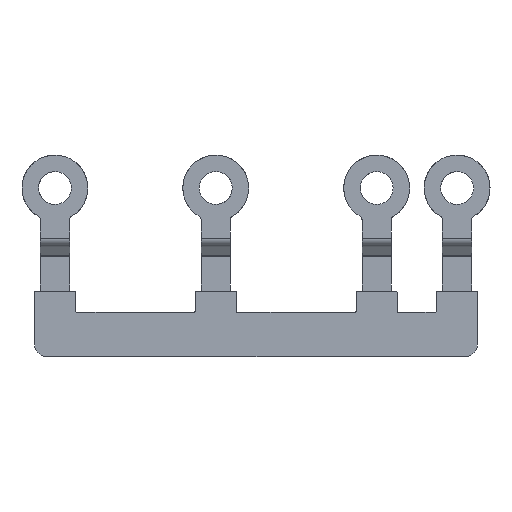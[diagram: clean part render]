
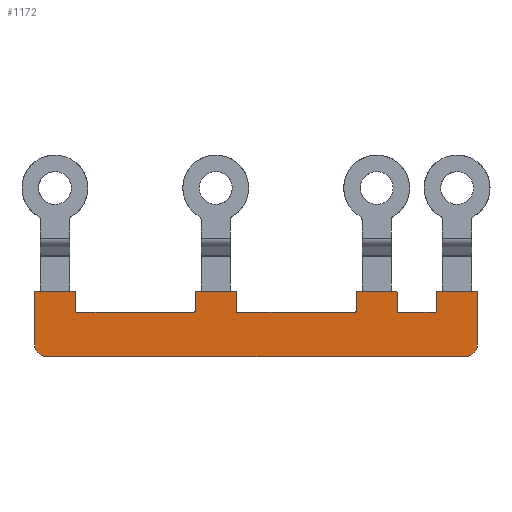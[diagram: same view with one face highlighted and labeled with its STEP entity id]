
A CAD part, front view. The second image highlights one B-rep face of the part: STEP entity #1172.
In plain terms, the highlighted planar face has unit normal (0, -1, 0).
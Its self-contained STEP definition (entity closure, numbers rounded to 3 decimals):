
#61=AXIS2_PLACEMENT_3D('Circle Axis2P3D',#59,#60,$) ;
#426=AXIS2_PLACEMENT_3D('Circle Axis2P3D',#424,#425,$) ;
#474=AXIS2_PLACEMENT_3D('Circle Axis2P3D',#472,#473,$) ;
#520=AXIS2_PLACEMENT_3D('Circle Axis2P3D',#518,#519,$) ;
#569=AXIS2_PLACEMENT_3D('Circle Axis2P3D',#567,#568,$) ;
#617=AXIS2_PLACEMENT_3D('Circle Axis2P3D',#615,#616,$) ;
#665=AXIS2_PLACEMENT_3D('Circle Axis2P3D',#663,#664,$) ;
#713=AXIS2_PLACEMENT_3D('Circle Axis2P3D',#711,#712,$) ;
#761=AXIS2_PLACEMENT_3D('Circle Axis2P3D',#759,#760,$) ;
#807=AXIS2_PLACEMENT_3D('Circle Axis2P3D',#805,#806,$) ;
#856=AXIS2_PLACEMENT_3D('Circle Axis2P3D',#854,#855,$) ;
#904=AXIS2_PLACEMENT_3D('Circle Axis2P3D',#902,#903,$) ;
#952=AXIS2_PLACEMENT_3D('Circle Axis2P3D',#950,#951,$) ;
#998=AXIS2_PLACEMENT_3D('Circle Axis2P3D',#996,#997,$) ;
#1047=AXIS2_PLACEMENT_3D('Circle Axis2P3D',#1045,#1046,$) ;
#1088=AXIS2_PLACEMENT_3D('Circle Axis2P3D',#1086,#1087,$) ;
#1116=AXIS2_PLACEMENT_3D('Plane Axis2P3D',#1113,#1114,#1115) ;
#56=CARTESIAN_POINT('Vertex',(29.1,4.25,9.)) ;
#59=CARTESIAN_POINT('Axis2P3D Location',(29.1,4.25,8.8)) ;
#63=CARTESIAN_POINT('Vertex',(29.3,4.25,8.8)) ;
#393=CARTESIAN_POINT('Line Origine',(29.3,4.25,7.55)) ;
#397=CARTESIAN_POINT('Vertex',(29.3,4.25,6.3)) ;
#421=CARTESIAN_POINT('Vertex',(3.5,4.25,0.)) ;
#424=CARTESIAN_POINT('Axis2P3D Location',(3.5,4.25,1.8)) ;
#428=CARTESIAN_POINT('Vertex',(1.7,4.25,1.8)) ;
#448=CARTESIAN_POINT('Line Origine',(1.7,4.25,5.3)) ;
#452=CARTESIAN_POINT('Vertex',(1.7,4.25,8.8)) ;
#472=CARTESIAN_POINT('Axis2P3D Location',(1.9,4.25,8.8)) ;
#476=CARTESIAN_POINT('Vertex',(1.9,4.25,9.)) ;
#515=CARTESIAN_POINT('Vertex',(7.1,4.25,9.)) ;
#518=CARTESIAN_POINT('Axis2P3D Location',(7.1,4.25,8.8)) ;
#522=CARTESIAN_POINT('Vertex',(7.3,4.25,8.8)) ;
#543=CARTESIAN_POINT('Line Origine',(7.3,4.25,7.55)) ;
#547=CARTESIAN_POINT('Vertex',(7.3,4.25,6.3)) ;
#567=CARTESIAN_POINT('Axis2P3D Location',(7.5,4.25,6.3)) ;
#571=CARTESIAN_POINT('Vertex',(7.5,4.25,6.1)) ;
#591=CARTESIAN_POINT('Line Origine',(15.5,4.25,6.1)) ;
#595=CARTESIAN_POINT('Vertex',(23.5,4.25,6.1)) ;
#615=CARTESIAN_POINT('Axis2P3D Location',(23.5,4.25,6.3)) ;
#619=CARTESIAN_POINT('Vertex',(23.7,4.25,6.3)) ;
#639=CARTESIAN_POINT('Line Origine',(23.7,4.25,7.55)) ;
#643=CARTESIAN_POINT('Vertex',(23.7,4.25,8.8)) ;
#663=CARTESIAN_POINT('Axis2P3D Location',(29.5,4.25,6.3)) ;
#667=CARTESIAN_POINT('Vertex',(29.5,4.25,6.1)) ;
#687=CARTESIAN_POINT('Line Origine',(37.5,4.25,6.1)) ;
#691=CARTESIAN_POINT('Vertex',(45.5,4.25,6.1)) ;
#711=CARTESIAN_POINT('Axis2P3D Location',(45.5,4.25,6.3)) ;
#715=CARTESIAN_POINT('Vertex',(45.7,4.25,6.3)) ;
#735=CARTESIAN_POINT('Line Origine',(45.7,4.25,7.55)) ;
#739=CARTESIAN_POINT('Vertex',(45.7,4.25,8.8)) ;
#759=CARTESIAN_POINT('Axis2P3D Location',(45.9,4.25,8.8)) ;
#763=CARTESIAN_POINT('Vertex',(45.9,4.25,9.)) ;
#802=CARTESIAN_POINT('Vertex',(51.1,4.25,9.)) ;
#805=CARTESIAN_POINT('Axis2P3D Location',(51.1,4.25,8.8)) ;
#809=CARTESIAN_POINT('Vertex',(51.3,4.25,8.8)) ;
#830=CARTESIAN_POINT('Line Origine',(51.3,4.25,7.55)) ;
#834=CARTESIAN_POINT('Vertex',(51.3,4.25,6.3)) ;
#854=CARTESIAN_POINT('Axis2P3D Location',(51.5,4.25,6.3)) ;
#858=CARTESIAN_POINT('Vertex',(51.5,4.25,6.1)) ;
#878=CARTESIAN_POINT('Line Origine',(54.,4.25,6.1)) ;
#882=CARTESIAN_POINT('Vertex',(56.5,4.25,6.1)) ;
#902=CARTESIAN_POINT('Axis2P3D Location',(56.5,4.25,6.3)) ;
#906=CARTESIAN_POINT('Vertex',(56.7,4.25,6.3)) ;
#926=CARTESIAN_POINT('Line Origine',(56.7,4.25,7.55)) ;
#930=CARTESIAN_POINT('Vertex',(56.7,4.25,8.8)) ;
#950=CARTESIAN_POINT('Axis2P3D Location',(56.9,4.25,8.8)) ;
#954=CARTESIAN_POINT('Vertex',(56.9,4.25,9.)) ;
#993=CARTESIAN_POINT('Vertex',(62.1,4.25,9.)) ;
#996=CARTESIAN_POINT('Axis2P3D Location',(62.1,4.25,8.8)) ;
#1000=CARTESIAN_POINT('Vertex',(62.3,4.25,8.8)) ;
#1021=CARTESIAN_POINT('Line Origine',(62.3,4.25,5.3)) ;
#1025=CARTESIAN_POINT('Vertex',(62.3,4.25,1.8)) ;
#1045=CARTESIAN_POINT('Axis2P3D Location',(60.5,4.25,1.8)) ;
#1049=CARTESIAN_POINT('Vertex',(60.5,4.25,0.)) ;
#1069=CARTESIAN_POINT('Line Origine',(32.,4.25,0.)) ;
#1086=CARTESIAN_POINT('Axis2P3D Location',(23.9,4.25,8.8)) ;
#1090=CARTESIAN_POINT('Vertex',(23.9,4.25,9.)) ;
#1113=CARTESIAN_POINT('Axis2P3D Location',(3.5,4.25,1.8)) ;
#1118=CARTESIAN_POINT('Line Origine',(59.5,4.25,9.)) ;
#1123=CARTESIAN_POINT('Line Origine',(48.5,4.25,9.)) ;
#1128=CARTESIAN_POINT('Line Origine',(26.5,4.25,9.)) ;
#1133=CARTESIAN_POINT('Line Origine',(4.5,4.25,9.)) ;
#60=DIRECTION('Axis2P3D Direction',(0.,1.,0.)) ;
#394=DIRECTION('Vector Direction',(0.,0.,1.)) ;
#425=DIRECTION('Axis2P3D Direction',(0.,1.,0.)) ;
#449=DIRECTION('Vector Direction',(0.,0.,-1.)) ;
#473=DIRECTION('Axis2P3D Direction',(0.,1.,0.)) ;
#519=DIRECTION('Axis2P3D Direction',(0.,1.,0.)) ;
#544=DIRECTION('Vector Direction',(0.,0.,1.)) ;
#568=DIRECTION('Axis2P3D Direction',(0.,1.,0.)) ;
#592=DIRECTION('Vector Direction',(-1.,0.,0.)) ;
#616=DIRECTION('Axis2P3D Direction',(0.,1.,0.)) ;
#640=DIRECTION('Vector Direction',(0.,0.,-1.)) ;
#664=DIRECTION('Axis2P3D Direction',(0.,1.,0.)) ;
#688=DIRECTION('Vector Direction',(-1.,0.,0.)) ;
#712=DIRECTION('Axis2P3D Direction',(0.,1.,0.)) ;
#736=DIRECTION('Vector Direction',(0.,0.,-1.)) ;
#760=DIRECTION('Axis2P3D Direction',(0.,1.,0.)) ;
#806=DIRECTION('Axis2P3D Direction',(0.,1.,0.)) ;
#831=DIRECTION('Vector Direction',(0.,0.,1.)) ;
#855=DIRECTION('Axis2P3D Direction',(0.,1.,0.)) ;
#879=DIRECTION('Vector Direction',(-1.,0.,0.)) ;
#903=DIRECTION('Axis2P3D Direction',(0.,1.,0.)) ;
#927=DIRECTION('Vector Direction',(0.,0.,-1.)) ;
#951=DIRECTION('Axis2P3D Direction',(0.,1.,0.)) ;
#997=DIRECTION('Axis2P3D Direction',(0.,1.,0.)) ;
#1022=DIRECTION('Vector Direction',(0.,0.,1.)) ;
#1046=DIRECTION('Axis2P3D Direction',(0.,1.,0.)) ;
#1070=DIRECTION('Vector Direction',(1.,0.,0.)) ;
#1087=DIRECTION('Axis2P3D Direction',(0.,1.,0.)) ;
#1114=DIRECTION('Axis2P3D Direction',(0.,-1.,0.)) ;
#1115=DIRECTION('Axis2P3D XDirection',(0.,0.,-1.)) ;
#1119=DIRECTION('Vector Direction',(-1.,0.,0.)) ;
#1124=DIRECTION('Vector Direction',(-1.,0.,0.)) ;
#1129=DIRECTION('Vector Direction',(-1.,0.,0.)) ;
#1134=DIRECTION('Vector Direction',(-1.,0.,0.)) ;
#395=VECTOR('Line Direction',#394,1.) ;
#450=VECTOR('Line Direction',#449,1.) ;
#545=VECTOR('Line Direction',#544,1.) ;
#593=VECTOR('Line Direction',#592,1.) ;
#641=VECTOR('Line Direction',#640,1.) ;
#689=VECTOR('Line Direction',#688,1.) ;
#737=VECTOR('Line Direction',#736,1.) ;
#832=VECTOR('Line Direction',#831,1.) ;
#880=VECTOR('Line Direction',#879,1.) ;
#928=VECTOR('Line Direction',#927,1.) ;
#1023=VECTOR('Line Direction',#1022,1.) ;
#1071=VECTOR('Line Direction',#1070,1.) ;
#1120=VECTOR('Line Direction',#1119,1.) ;
#1125=VECTOR('Line Direction',#1124,1.) ;
#1130=VECTOR('Line Direction',#1129,1.) ;
#1135=VECTOR('Line Direction',#1134,1.) ;
#1139=ORIENTED_EDGE('',*,*,#430,.T.) ;
#1140=ORIENTED_EDGE('',*,*,#1073,.T.) ;
#1141=ORIENTED_EDGE('',*,*,#1051,.T.) ;
#1142=ORIENTED_EDGE('',*,*,#1027,.T.) ;
#1143=ORIENTED_EDGE('',*,*,#1002,.T.) ;
#1144=ORIENTED_EDGE('',*,*,#1122,.T.) ;
#1145=ORIENTED_EDGE('',*,*,#956,.T.) ;
#1146=ORIENTED_EDGE('',*,*,#932,.T.) ;
#1147=ORIENTED_EDGE('',*,*,#908,.T.) ;
#1148=ORIENTED_EDGE('',*,*,#884,.T.) ;
#1149=ORIENTED_EDGE('',*,*,#860,.T.) ;
#1150=ORIENTED_EDGE('',*,*,#836,.T.) ;
#1151=ORIENTED_EDGE('',*,*,#811,.T.) ;
#1152=ORIENTED_EDGE('',*,*,#1127,.T.) ;
#1153=ORIENTED_EDGE('',*,*,#765,.T.) ;
#1154=ORIENTED_EDGE('',*,*,#741,.T.) ;
#1155=ORIENTED_EDGE('',*,*,#717,.T.) ;
#1156=ORIENTED_EDGE('',*,*,#693,.T.) ;
#1157=ORIENTED_EDGE('',*,*,#669,.T.) ;
#1158=ORIENTED_EDGE('',*,*,#399,.T.) ;
#1159=ORIENTED_EDGE('',*,*,#65,.T.) ;
#1160=ORIENTED_EDGE('',*,*,#1132,.T.) ;
#1161=ORIENTED_EDGE('',*,*,#1092,.T.) ;
#1162=ORIENTED_EDGE('',*,*,#645,.T.) ;
#1163=ORIENTED_EDGE('',*,*,#621,.T.) ;
#1164=ORIENTED_EDGE('',*,*,#597,.T.) ;
#1165=ORIENTED_EDGE('',*,*,#573,.T.) ;
#1166=ORIENTED_EDGE('',*,*,#549,.T.) ;
#1167=ORIENTED_EDGE('',*,*,#524,.T.) ;
#1168=ORIENTED_EDGE('',*,*,#1137,.T.) ;
#1169=ORIENTED_EDGE('',*,*,#478,.T.) ;
#1170=ORIENTED_EDGE('',*,*,#454,.T.) ;
#1172=ADVANCED_FACE('STH4DT_4 awy Alternate SL Insulation -plastic',(#1171),#1117,.T.) ;
#62=CIRCLE('generated circle',#61,0.2) ;
#427=CIRCLE('generated circle',#426,1.8) ;
#475=CIRCLE('generated circle',#474,0.2) ;
#521=CIRCLE('generated circle',#520,0.2) ;
#570=CIRCLE('generated circle',#569,0.2) ;
#618=CIRCLE('generated circle',#617,0.2) ;
#666=CIRCLE('generated circle',#665,0.2) ;
#714=CIRCLE('generated circle',#713,0.2) ;
#762=CIRCLE('generated circle',#761,0.2) ;
#808=CIRCLE('generated circle',#807,0.2) ;
#857=CIRCLE('generated circle',#856,0.2) ;
#905=CIRCLE('generated circle',#904,0.2) ;
#953=CIRCLE('generated circle',#952,0.2) ;
#999=CIRCLE('generated circle',#998,0.2) ;
#1048=CIRCLE('generated circle',#1047,1.8) ;
#1089=CIRCLE('generated circle',#1088,0.2) ;
#65=EDGE_CURVE('',#64,#57,#62,.F.) ;
#399=EDGE_CURVE('',#398,#64,#396,.T.) ;
#430=EDGE_CURVE('',#429,#422,#427,.F.) ;
#454=EDGE_CURVE('',#453,#429,#451,.T.) ;
#478=EDGE_CURVE('',#477,#453,#475,.F.) ;
#524=EDGE_CURVE('',#523,#516,#521,.F.) ;
#549=EDGE_CURVE('',#548,#523,#546,.T.) ;
#573=EDGE_CURVE('',#572,#548,#570,.T.) ;
#597=EDGE_CURVE('',#596,#572,#594,.T.) ;
#621=EDGE_CURVE('',#620,#596,#618,.T.) ;
#645=EDGE_CURVE('',#644,#620,#642,.T.) ;
#669=EDGE_CURVE('',#668,#398,#666,.T.) ;
#693=EDGE_CURVE('',#692,#668,#690,.T.) ;
#717=EDGE_CURVE('',#716,#692,#714,.T.) ;
#741=EDGE_CURVE('',#740,#716,#738,.T.) ;
#765=EDGE_CURVE('',#764,#740,#762,.F.) ;
#811=EDGE_CURVE('',#810,#803,#808,.F.) ;
#836=EDGE_CURVE('',#835,#810,#833,.T.) ;
#860=EDGE_CURVE('',#859,#835,#857,.T.) ;
#884=EDGE_CURVE('',#883,#859,#881,.T.) ;
#908=EDGE_CURVE('',#907,#883,#905,.T.) ;
#932=EDGE_CURVE('',#931,#907,#929,.T.) ;
#956=EDGE_CURVE('',#955,#931,#953,.F.) ;
#1002=EDGE_CURVE('',#1001,#994,#999,.F.) ;
#1027=EDGE_CURVE('',#1026,#1001,#1024,.T.) ;
#1051=EDGE_CURVE('',#1050,#1026,#1048,.F.) ;
#1073=EDGE_CURVE('',#422,#1050,#1072,.T.) ;
#1092=EDGE_CURVE('',#1091,#644,#1089,.F.) ;
#1122=EDGE_CURVE('',#994,#955,#1121,.T.) ;
#1127=EDGE_CURVE('',#803,#764,#1126,.T.) ;
#1132=EDGE_CURVE('',#57,#1091,#1131,.T.) ;
#1137=EDGE_CURVE('',#516,#477,#1136,.T.) ;
#1138=EDGE_LOOP('',(#1139,#1140,#1141,#1142,#1143,#1144,#1145,#1146,#1147,#1148,#1149,#1150,#1151,#1152,#1153,#1154,#1155,#1156,#1157,#1158,#1159,#1160,#1161,#1162,#1163,#1164,#1165,#1166,#1167,#1168,#1169,#1170)) ;
#1171=FACE_OUTER_BOUND('',#1138,.T.) ;
#396=LINE('Line',#393,#395) ;
#451=LINE('Line',#448,#450) ;
#546=LINE('Line',#543,#545) ;
#594=LINE('Line',#591,#593) ;
#642=LINE('Line',#639,#641) ;
#690=LINE('Line',#687,#689) ;
#738=LINE('Line',#735,#737) ;
#833=LINE('Line',#830,#832) ;
#881=LINE('Line',#878,#880) ;
#929=LINE('Line',#926,#928) ;
#1024=LINE('Line',#1021,#1023) ;
#1072=LINE('Line',#1069,#1071) ;
#1121=LINE('Line',#1118,#1120) ;
#1126=LINE('Line',#1123,#1125) ;
#1131=LINE('Line',#1128,#1130) ;
#1136=LINE('Line',#1133,#1135) ;
#1117=PLANE('',#1116) ;
#57=VERTEX_POINT('',#56) ;
#64=VERTEX_POINT('',#63) ;
#398=VERTEX_POINT('',#397) ;
#422=VERTEX_POINT('',#421) ;
#429=VERTEX_POINT('',#428) ;
#453=VERTEX_POINT('',#452) ;
#477=VERTEX_POINT('',#476) ;
#516=VERTEX_POINT('',#515) ;
#523=VERTEX_POINT('',#522) ;
#548=VERTEX_POINT('',#547) ;
#572=VERTEX_POINT('',#571) ;
#596=VERTEX_POINT('',#595) ;
#620=VERTEX_POINT('',#619) ;
#644=VERTEX_POINT('',#643) ;
#668=VERTEX_POINT('',#667) ;
#692=VERTEX_POINT('',#691) ;
#716=VERTEX_POINT('',#715) ;
#740=VERTEX_POINT('',#739) ;
#764=VERTEX_POINT('',#763) ;
#803=VERTEX_POINT('',#802) ;
#810=VERTEX_POINT('',#809) ;
#835=VERTEX_POINT('',#834) ;
#859=VERTEX_POINT('',#858) ;
#883=VERTEX_POINT('',#882) ;
#907=VERTEX_POINT('',#906) ;
#931=VERTEX_POINT('',#930) ;
#955=VERTEX_POINT('',#954) ;
#994=VERTEX_POINT('',#993) ;
#1001=VERTEX_POINT('',#1000) ;
#1026=VERTEX_POINT('',#1025) ;
#1050=VERTEX_POINT('',#1049) ;
#1091=VERTEX_POINT('',#1090) ;
